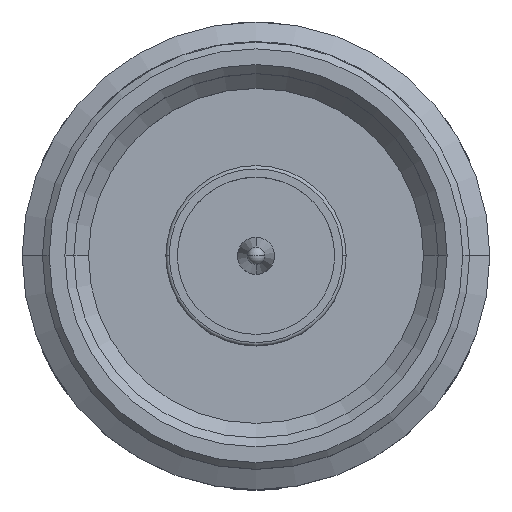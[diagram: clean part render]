
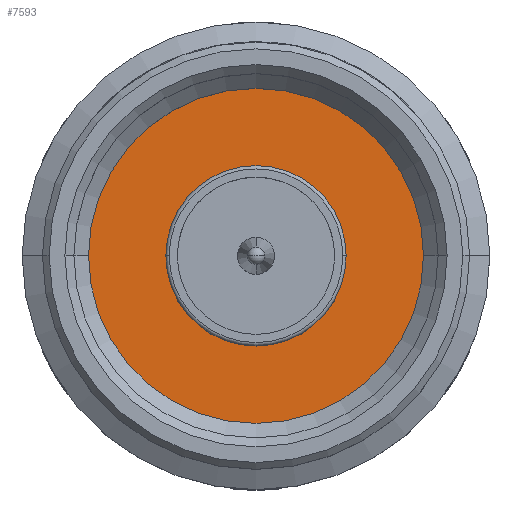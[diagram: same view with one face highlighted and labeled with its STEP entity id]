
A CAD part, top view. The second image highlights one B-rep face of the part: STEP entity #7593.
In plain terms, the highlighted planar face has unit normal (0, 0, 1).
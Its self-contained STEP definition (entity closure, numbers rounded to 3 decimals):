
#156 = FACE_BOUND ( 'NONE', #8845, .T. ) ;
#322 = CARTESIAN_POINT ( 'NONE',  ( 7.45, 0., -4.746 ) ) ;
#1049 = EDGE_CURVE ( 'NONE', #3874, #11641, #14096, .T. ) ;
#1662 = EDGE_CURVE ( 'NONE', #6751, #6676, #2907, .T. ) ;
#1848 = DIRECTION ( 'NONE',  ( -1., 0., 0. ) ) ;
#2297 = EDGE_CURVE ( 'NONE', #11641, #3874, #5091, .T. ) ;
#2792 = FACE_OUTER_BOUND ( 'NONE', #6814, .T. ) ;
#2835 = DIRECTION ( 'NONE',  ( -1., 0., 0. ) ) ;
#2907 = CIRCLE ( 'NONE', #3725, 4.01 ) ;
#3485 = CARTESIAN_POINT ( 'NONE',  ( -7.45, 0., -4.746 ) ) ;
#3725 = AXIS2_PLACEMENT_3D ( 'NONE', #14306, #12921, #7048 ) ;
#3874 = VERTEX_POINT ( 'NONE', #322 ) ;
#3944 = CARTESIAN_POINT ( 'NONE',  ( -4.01, 0., -4.746 ) ) ;
#4527 = DIRECTION ( 'NONE',  ( 0., 0., -1. ) ) ;
#5091 = CIRCLE ( 'NONE', #14255, 7.45 ) ;
#5882 = AXIS2_PLACEMENT_3D ( 'NONE', #14317, #9086, #13672 ) ;
#6676 = VERTEX_POINT ( 'NONE', #3944 ) ;
#6751 = VERTEX_POINT ( 'NONE', #10461 ) ;
#6814 = EDGE_LOOP ( 'NONE', ( #13220, #12835 ) ) ;
#7048 = DIRECTION ( 'NONE',  ( -1., 0., 0. ) ) ;
#7087 = DIRECTION ( 'NONE',  ( -1., 0., 0. ) ) ;
#7206 = CARTESIAN_POINT ( 'NONE',  ( 0., 0., -4.746 ) ) ;
#7517 = DIRECTION ( 'NONE',  ( 0., 0., 1. ) ) ;
#7593 = ADVANCED_FACE ( 'NONE', ( #156, #2792 ), #12167, .F. ) ;
#7788 = EDGE_CURVE ( 'NONE', #6676, #6751, #8010, .T. ) ;
#8010 = CIRCLE ( 'NONE', #10905, 4.01 ) ;
#8845 = EDGE_LOOP ( 'NONE', ( #9702, #13592 ) ) ;
#9086 = DIRECTION ( 'NONE',  ( 0., 0., -1. ) ) ;
#9702 = ORIENTED_EDGE ( 'NONE', *, *, #1662, .T. ) ;
#9769 = CARTESIAN_POINT ( 'NONE',  ( 0., 0., -4.746 ) ) ;
#10461 = CARTESIAN_POINT ( 'NONE',  ( 4.01, 0., -4.746 ) ) ;
#10877 = AXIS2_PLACEMENT_3D ( 'NONE', #7206, #7517, #1848 ) ;
#10905 = AXIS2_PLACEMENT_3D ( 'NONE', #13402, #4527, #7087 ) ;
#11641 = VERTEX_POINT ( 'NONE', #3485 ) ;
#11835 = DIRECTION ( 'NONE',  ( 0., 0., 1. ) ) ;
#12167 = PLANE ( 'NONE',  #5882 ) ;
#12835 = ORIENTED_EDGE ( 'NONE', *, *, #2297, .T. ) ;
#12921 = DIRECTION ( 'NONE',  ( 0., 0., -1. ) ) ;
#13220 = ORIENTED_EDGE ( 'NONE', *, *, #1049, .T. ) ;
#13402 = CARTESIAN_POINT ( 'NONE',  ( 0., 0., -4.746 ) ) ;
#13592 = ORIENTED_EDGE ( 'NONE', *, *, #7788, .T. ) ;
#13672 = DIRECTION ( 'NONE',  ( -1., 0., 0. ) ) ;
#14096 = CIRCLE ( 'NONE', #10877, 7.45 ) ;
#14255 = AXIS2_PLACEMENT_3D ( 'NONE', #9769, #11835, #2835 ) ;
#14306 = CARTESIAN_POINT ( 'NONE',  ( 0., 0., -4.746 ) ) ;
#14317 = CARTESIAN_POINT ( 'NONE',  ( 0., 0., -4.746 ) ) ;
